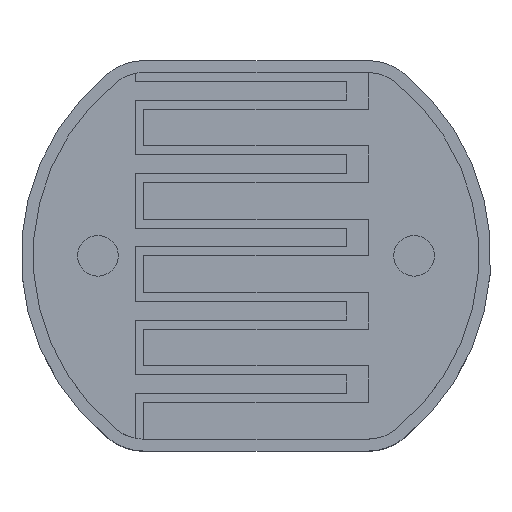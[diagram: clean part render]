
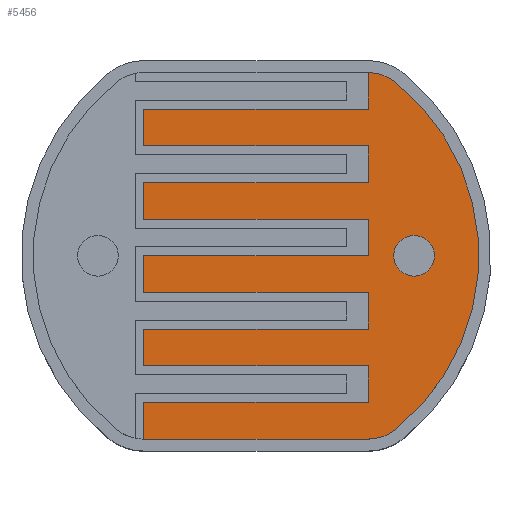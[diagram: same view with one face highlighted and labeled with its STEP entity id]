
A CAD part, top view. The second image highlights one B-rep face of the part: STEP entity #5456.
In plain terms, the highlighted planar face has unit normal (0, 0, 1).
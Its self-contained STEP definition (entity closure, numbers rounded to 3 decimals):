
#350=CIRCLE('',#5729,0.216);
#351=CIRCLE('',#5730,0.468);
#352=CIRCLE('',#5731,0.468);
#353=CIRCLE('',#5732,2.362);
#410=ORIENTED_EDGE('',*,*,#1554,.F.);
#411=ORIENTED_EDGE('',*,*,#1555,.T.);
#412=ORIENTED_EDGE('',*,*,#1556,.T.);
#413=ORIENTED_EDGE('',*,*,#1557,.T.);
#414=ORIENTED_EDGE('',*,*,#1558,.T.);
#415=ORIENTED_EDGE('',*,*,#1559,.T.);
#416=ORIENTED_EDGE('',*,*,#1560,.T.);
#417=ORIENTED_EDGE('',*,*,#1561,.T.);
#418=ORIENTED_EDGE('',*,*,#1562,.T.);
#419=ORIENTED_EDGE('',*,*,#1563,.T.);
#420=ORIENTED_EDGE('',*,*,#1564,.T.);
#421=ORIENTED_EDGE('',*,*,#1565,.T.);
#422=ORIENTED_EDGE('',*,*,#1566,.T.);
#423=ORIENTED_EDGE('',*,*,#1567,.T.);
#424=ORIENTED_EDGE('',*,*,#1568,.T.);
#425=ORIENTED_EDGE('',*,*,#1569,.T.);
#426=ORIENTED_EDGE('',*,*,#1570,.T.);
#427=ORIENTED_EDGE('',*,*,#1571,.T.);
#428=ORIENTED_EDGE('',*,*,#1572,.T.);
#429=ORIENTED_EDGE('',*,*,#1573,.T.);
#430=ORIENTED_EDGE('',*,*,#1574,.T.);
#431=ORIENTED_EDGE('',*,*,#1575,.T.);
#432=ORIENTED_EDGE('',*,*,#1576,.T.);
#433=ORIENTED_EDGE('',*,*,#1577,.T.);
#1554=EDGE_CURVE('',#2126,#2126,#350,.T.);
#1555=EDGE_CURVE('',#2127,#2128,#351,.T.);
#1556=EDGE_CURVE('',#2128,#2129,#2506,.T.);
#1557=EDGE_CURVE('',#2129,#2130,#2507,.T.);
#1558=EDGE_CURVE('',#2130,#2131,#2508,.T.);
#1559=EDGE_CURVE('',#2131,#2132,#2509,.T.);
#1560=EDGE_CURVE('',#2132,#2133,#2510,.T.);
#1561=EDGE_CURVE('',#2133,#2134,#2511,.T.);
#1562=EDGE_CURVE('',#2134,#2135,#2512,.T.);
#1563=EDGE_CURVE('',#2135,#2136,#2513,.T.);
#1564=EDGE_CURVE('',#2136,#2137,#2514,.T.);
#1565=EDGE_CURVE('',#2137,#2138,#2515,.T.);
#1566=EDGE_CURVE('',#2138,#2139,#2516,.T.);
#1567=EDGE_CURVE('',#2139,#2140,#2517,.T.);
#1568=EDGE_CURVE('',#2140,#2141,#2518,.T.);
#1569=EDGE_CURVE('',#2141,#2142,#2519,.T.);
#1570=EDGE_CURVE('',#2142,#2143,#2520,.T.);
#1571=EDGE_CURVE('',#2143,#2144,#2521,.T.);
#1572=EDGE_CURVE('',#2144,#2145,#2522,.T.);
#1573=EDGE_CURVE('',#2145,#2146,#2523,.T.);
#1574=EDGE_CURVE('',#2146,#2147,#2524,.T.);
#1575=EDGE_CURVE('',#2147,#2148,#2525,.T.);
#1576=EDGE_CURVE('',#2148,#2149,#352,.T.);
#1577=EDGE_CURVE('',#2149,#2127,#353,.T.);
#2126=VERTEX_POINT('',#6741);
#2127=VERTEX_POINT('',#6743);
#2128=VERTEX_POINT('',#6744);
#2129=VERTEX_POINT('',#6746);
#2130=VERTEX_POINT('',#6748);
#2131=VERTEX_POINT('',#6750);
#2132=VERTEX_POINT('',#6752);
#2133=VERTEX_POINT('',#6754);
#2134=VERTEX_POINT('',#6756);
#2135=VERTEX_POINT('',#6758);
#2136=VERTEX_POINT('',#6760);
#2137=VERTEX_POINT('',#6762);
#2138=VERTEX_POINT('',#6764);
#2139=VERTEX_POINT('',#6766);
#2140=VERTEX_POINT('',#6768);
#2141=VERTEX_POINT('',#6770);
#2142=VERTEX_POINT('',#6772);
#2143=VERTEX_POINT('',#6774);
#2144=VERTEX_POINT('',#6776);
#2145=VERTEX_POINT('',#6778);
#2146=VERTEX_POINT('',#6780);
#2147=VERTEX_POINT('',#6782);
#2148=VERTEX_POINT('',#6784);
#2149=VERTEX_POINT('',#6786);
#2506=LINE('',#6745,#2780);
#2507=LINE('',#6747,#2781);
#2508=LINE('',#6749,#2782);
#2509=LINE('',#6751,#2783);
#2510=LINE('',#6753,#2784);
#2511=LINE('',#6755,#2785);
#2512=LINE('',#6757,#2786);
#2513=LINE('',#6759,#2787);
#2514=LINE('',#6761,#2788);
#2515=LINE('',#6763,#2789);
#2516=LINE('',#6765,#2790);
#2517=LINE('',#6767,#2791);
#2518=LINE('',#6769,#2792);
#2519=LINE('',#6771,#2793);
#2520=LINE('',#6773,#2794);
#2521=LINE('',#6775,#2795);
#2522=LINE('',#6777,#2796);
#2523=LINE('',#6779,#2797);
#2524=LINE('',#6781,#2798);
#2525=LINE('',#6783,#2799);
#2780=VECTOR('',#5991,1000.);
#2781=VECTOR('',#5992,1000.);
#2782=VECTOR('',#5993,1000.);
#2783=VECTOR('',#5994,1000.);
#2784=VECTOR('',#5995,1000.);
#2785=VECTOR('',#5996,1000.);
#2786=VECTOR('',#5997,1000.);
#2787=VECTOR('',#5998,1000.);
#2788=VECTOR('',#5999,1000.);
#2789=VECTOR('',#6000,1000.);
#2790=VECTOR('',#6001,1000.);
#2791=VECTOR('',#6002,1000.);
#2792=VECTOR('',#6003,1000.);
#2793=VECTOR('',#6004,1000.);
#2794=VECTOR('',#6005,1000.);
#2795=VECTOR('',#6006,1000.);
#2796=VECTOR('',#6007,1000.);
#2797=VECTOR('',#6008,1000.);
#2798=VECTOR('',#6009,1000.);
#2799=VECTOR('',#6010,1000.);
#3047=EDGE_LOOP('',(#410));
#3048=EDGE_LOOP('',(#411,#412,#413,#414,#415,#416,#417,#418,#419,#420,#421,
#422,#423,#424,#425,#426,#427,#428,#429,#430,#431,#432,#433));
#3313=FACE_BOUND('',#3047,.T.);
#3314=FACE_BOUND('',#3048,.T.);
#3577=PLANE('',#5728);
#5456=ADVANCED_FACE('',(#3313,#3314),#3577,.T.);
#5728=AXIS2_PLACEMENT_3D('',#6739,#5985,#5986);
#5729=AXIS2_PLACEMENT_3D('',#6740,#5987,#5988);
#5730=AXIS2_PLACEMENT_3D('',#6742,#5989,#5990);
#5731=AXIS2_PLACEMENT_3D('',#6785,#6011,#6012);
#5732=AXIS2_PLACEMENT_3D('',#6787,#6013,#6014);
#5985=DIRECTION('',(0.,0.,1.));
#5986=DIRECTION('',(1.,0.,0.));
#5987=DIRECTION('',(0.,0.,1.));
#5988=DIRECTION('',(1.,0.,0.));
#5989=DIRECTION('',(0.,0.,1.));
#5990=DIRECTION('',(1.,0.,0.));
#5991=DIRECTION('',(0.,-1.,0.));
#5992=DIRECTION('',(-1.,0.,0.));
#5993=DIRECTION('',(0.,-1.,0.));
#5994=DIRECTION('',(1.,0.,0.));
#5995=DIRECTION('',(0.,-1.,0.));
#5996=DIRECTION('',(-1.,0.,0.));
#5997=DIRECTION('',(0.,-1.,0.));
#5998=DIRECTION('',(1.,0.,0.));
#5999=DIRECTION('',(0.,-1.,0.));
#6000=DIRECTION('',(-1.,0.,0.));
#6001=DIRECTION('',(0.,-1.,0.));
#6002=DIRECTION('',(1.,0.,0.));
#6003=DIRECTION('',(0.,-1.,0.));
#6004=DIRECTION('',(-1.,0.,0.));
#6005=DIRECTION('',(0.,-1.,0.));
#6006=DIRECTION('',(1.,0.,0.));
#6007=DIRECTION('',(0.,-1.,0.));
#6008=DIRECTION('',(-1.,0.,0.));
#6009=DIRECTION('',(0.,-1.,0.));
#6010=DIRECTION('',(1.,0.,0.));
#6011=DIRECTION('',(0.,0.,1.));
#6012=DIRECTION('',(1.,0.,0.));
#6013=DIRECTION('',(0.,0.,1.));
#6014=DIRECTION('',(-1.,0.,0.));
#6739=CARTESIAN_POINT('',(-1.188,1.475,2.083));
#6740=CARTESIAN_POINT('',(1.676,0.,2.083));
#6741=CARTESIAN_POINT('',(1.892,0.,2.083));
#6742=CARTESIAN_POINT('',(1.188,1.475,2.083));
#6743=CARTESIAN_POINT('',(1.482,1.839,2.083));
#6744=CARTESIAN_POINT('',(1.188,1.943,2.083));
#6745=CARTESIAN_POINT('',(1.188,1.943,2.083));
#6746=CARTESIAN_POINT('',(1.188,1.554,2.083));
#6747=CARTESIAN_POINT('',(1.188,1.554,2.083));
#6748=CARTESIAN_POINT('',(-1.188,1.554,2.083));
#6749=CARTESIAN_POINT('',(-1.188,1.554,2.083));
#6750=CARTESIAN_POINT('',(-1.188,1.166,2.083));
#6751=CARTESIAN_POINT('',(-1.188,1.166,2.083));
#6752=CARTESIAN_POINT('',(1.188,1.166,2.083));
#6753=CARTESIAN_POINT('',(1.188,1.166,2.083));
#6754=CARTESIAN_POINT('',(1.188,0.777,2.083));
#6755=CARTESIAN_POINT('',(1.188,0.777,2.083));
#6756=CARTESIAN_POINT('',(-1.188,0.777,2.083));
#6757=CARTESIAN_POINT('',(-1.188,0.777,2.083));
#6758=CARTESIAN_POINT('',(-1.188,0.389,2.083));
#6759=CARTESIAN_POINT('',(-1.188,0.389,2.083));
#6760=CARTESIAN_POINT('',(1.188,0.389,2.083));
#6761=CARTESIAN_POINT('',(1.188,0.389,2.083));
#6762=CARTESIAN_POINT('',(1.188,0.,2.083));
#6763=CARTESIAN_POINT('',(1.188,0.,2.083));
#6764=CARTESIAN_POINT('',(-1.188,0.,2.083));
#6765=CARTESIAN_POINT('',(-1.188,0.,2.083));
#6766=CARTESIAN_POINT('',(-1.188,-0.389,2.083));
#6767=CARTESIAN_POINT('',(-1.188,-0.389,2.083));
#6768=CARTESIAN_POINT('',(1.188,-0.389,2.083));
#6769=CARTESIAN_POINT('',(1.188,-0.389,2.083));
#6770=CARTESIAN_POINT('',(1.188,-0.777,2.083));
#6771=CARTESIAN_POINT('',(1.188,-0.777,2.083));
#6772=CARTESIAN_POINT('',(-1.188,-0.777,2.083));
#6773=CARTESIAN_POINT('',(-1.188,-0.777,2.083));
#6774=CARTESIAN_POINT('',(-1.188,-1.166,2.083));
#6775=CARTESIAN_POINT('',(-1.188,-1.166,2.083));
#6776=CARTESIAN_POINT('',(1.188,-1.166,2.083));
#6777=CARTESIAN_POINT('',(1.188,-1.166,2.083));
#6778=CARTESIAN_POINT('',(1.188,-1.554,2.083));
#6779=CARTESIAN_POINT('',(1.188,-1.554,2.083));
#6780=CARTESIAN_POINT('',(-1.188,-1.554,2.083));
#6781=CARTESIAN_POINT('',(-1.188,-1.554,2.083));
#6782=CARTESIAN_POINT('',(-1.188,-1.943,2.083));
#6783=CARTESIAN_POINT('',(-1.188,-1.943,2.083));
#6784=CARTESIAN_POINT('',(1.188,-1.943,2.083));
#6785=CARTESIAN_POINT('',(1.188,-1.475,2.083));
#6786=CARTESIAN_POINT('',(1.482,-1.839,2.083));
#6787=CARTESIAN_POINT('',(0.,0.,2.083));
